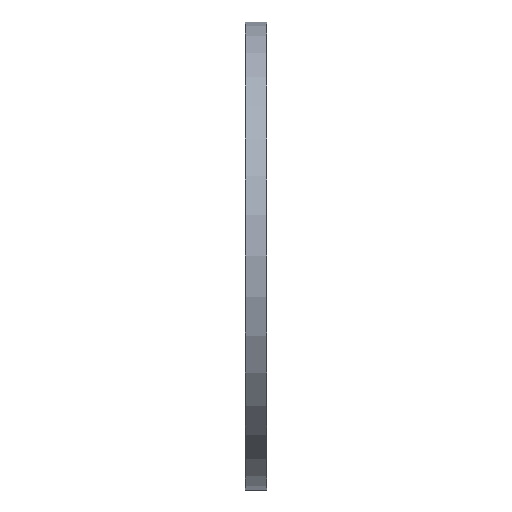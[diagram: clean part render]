
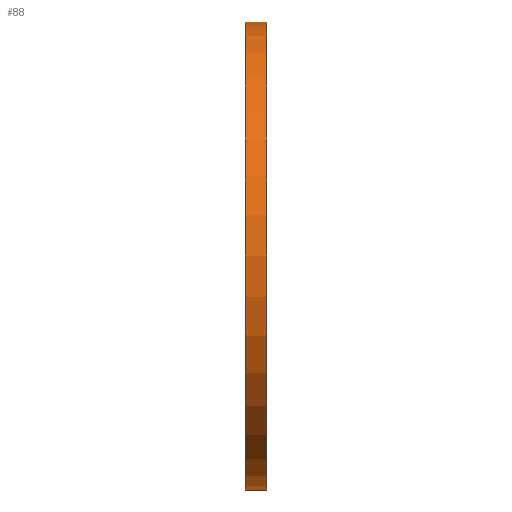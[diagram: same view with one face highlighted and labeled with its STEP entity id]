
A CAD part, left-side view. The second image highlights one B-rep face of the part: STEP entity #88.
In plain terms, the highlighted cylindrical face has radius 282.5 mm (diameter 565 mm), a partial arc.
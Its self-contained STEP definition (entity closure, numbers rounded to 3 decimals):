
#58 = CIRCLE ( 'NONE', #626, 282.5 ) ;
#85 = AXIS2_PLACEMENT_3D ( 'NONE', #1318, #577, #157 ) ;
#88 = ADVANCED_FACE ( 'NONE', ( #1231 ), #1127, .T. ) ;
#107 = CIRCLE ( 'NONE', #85, 282.5 ) ;
#157 = DIRECTION ( 'NONE',  ( 0., 0., 1. ) ) ;
#190 = CARTESIAN_POINT ( 'NONE',  ( 0., 0., -282.5 ) ) ;
#191 = DIRECTION ( 'NONE',  ( 0., -1., 0. ) ) ;
#319 = EDGE_CURVE ( 'NONE', #670, #526, #912, .T. ) ;
#386 = VECTOR ( 'NONE', #664, 1000. ) ;
#402 = LINE ( 'NONE', #1021, #438 ) ;
#436 = ORIENTED_EDGE ( 'NONE', *, *, #1167, .F. ) ;
#438 = VECTOR ( 'NONE', #921, 1000. ) ;
#504 = VERTEX_POINT ( 'NONE', #190 ) ;
#526 = VERTEX_POINT ( 'NONE', #701 ) ;
#527 = EDGE_CURVE ( 'NONE', #537, #504, #402, .T. ) ;
#537 = VERTEX_POINT ( 'NONE', #1325 ) ;
#577 = DIRECTION ( 'NONE',  ( 0., 1., 0. ) ) ;
#626 = AXIS2_PLACEMENT_3D ( 'NONE', #913, #1352, #682 ) ;
#648 = AXIS2_PLACEMENT_3D ( 'NONE', #1029, #191, #1340 ) ;
#664 = DIRECTION ( 'NONE',  ( 0., -1., 0. ) ) ;
#670 = VERTEX_POINT ( 'NONE', #909 ) ;
#682 = DIRECTION ( 'NONE',  ( 0., 0., 1. ) ) ;
#701 = CARTESIAN_POINT ( 'NONE',  ( 0., 0., 282.5 ) ) ;
#868 = EDGE_LOOP ( 'NONE', ( #1132, #436, #1225, #1158 ) ) ;
#909 = CARTESIAN_POINT ( 'NONE',  ( 0., 26., 282.5 ) ) ;
#912 = LINE ( 'NONE', #1014, #386 ) ;
#913 = CARTESIAN_POINT ( 'NONE',  ( 0., 0., 0. ) ) ;
#921 = DIRECTION ( 'NONE',  ( 0., -1., 0. ) ) ;
#1014 = CARTESIAN_POINT ( 'NONE',  ( 0., 26., 282.5 ) ) ;
#1021 = CARTESIAN_POINT ( 'NONE',  ( 0., 26., -282.5 ) ) ;
#1029 = CARTESIAN_POINT ( 'NONE',  ( 0., 26., 0. ) ) ;
#1127 = CYLINDRICAL_SURFACE ( 'NONE', #648, 282.5 ) ;
#1132 = ORIENTED_EDGE ( 'NONE', *, *, #319, .F. ) ;
#1158 = ORIENTED_EDGE ( 'NONE', *, *, #1198, .T. ) ;
#1167 = EDGE_CURVE ( 'NONE', #537, #670, #107, .T. ) ;
#1198 = EDGE_CURVE ( 'NONE', #504, #526, #58, .T. ) ;
#1225 = ORIENTED_EDGE ( 'NONE', *, *, #527, .T. ) ;
#1231 = FACE_OUTER_BOUND ( 'NONE', #868, .T. ) ;
#1318 = CARTESIAN_POINT ( 'NONE',  ( 0., 26., 0. ) ) ;
#1325 = CARTESIAN_POINT ( 'NONE',  ( 0., 26., -282.5 ) ) ;
#1340 = DIRECTION ( 'NONE',  ( 0., 0., -1. ) ) ;
#1352 = DIRECTION ( 'NONE',  ( 0., 1., 0. ) ) ;
